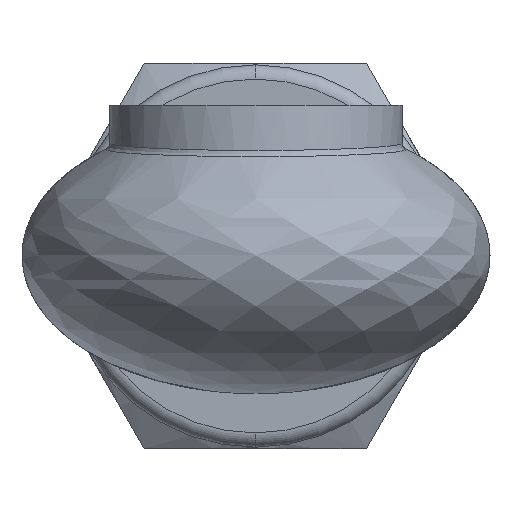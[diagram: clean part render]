
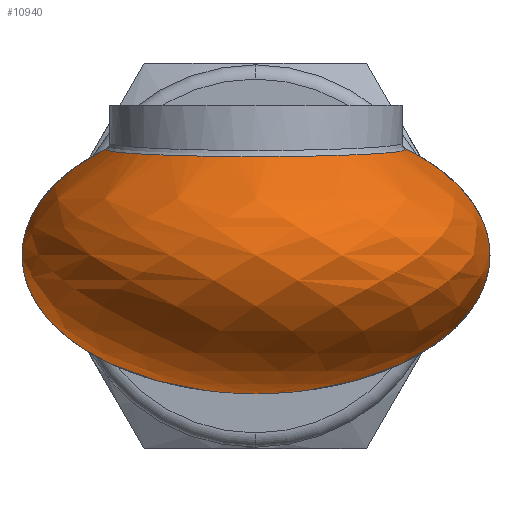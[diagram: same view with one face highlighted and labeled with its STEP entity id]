
A CAD part, left-side view. The second image highlights one B-rep face of the part: STEP entity #10940.
In plain terms, the highlighted free-form (B-spline) face has degree [2, 2] with [5, 5] control points.
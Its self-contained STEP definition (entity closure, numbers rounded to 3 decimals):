
#10637=CARTESIAN_POINT('',(-36.437,12.313,5.306));
#10638=VERTEX_POINT('',#10637);
#10646=CARTESIAN_POINT('',(-36.437,-8.742,5.306));
#10647=VERTEX_POINT('',#10646);
#10648=CARTESIAN_POINT('',(-36.437,12.313,5.306));
#10649=CARTESIAN_POINT('',(-38.489,12.312,5.212));
#10650=CARTESIAN_POINT('',(-40.538,11.697,5.116));
#10651=CARTESIAN_POINT('',(-43.673,9.61,4.967));
#10652=CARTESIAN_POINT('',(-44.846,8.332,4.91));
#10653=CARTESIAN_POINT('',(-46.174,5.909,4.846));
#10654=CARTESIAN_POINT('',(-46.541,4.902,4.828));
#10655=CARTESIAN_POINT('',(-46.887,3.174,4.811));
#10656=CARTESIAN_POINT('',(-46.955,2.483,4.807));
#10657=CARTESIAN_POINT('',(-46.957,0.747,4.807));
#10658=CARTESIAN_POINT('',(-46.798,-0.319,4.815));
#10659=CARTESIAN_POINT('',(-45.985,-2.944,4.855));
#10660=CARTESIAN_POINT('',(-45.083,-4.44,4.899));
#10661=CARTESIAN_POINT('',(-42.39,-7.152,5.028));
#10662=CARTESIAN_POINT('',(-40.388,-8.206,5.123));
#10663=CARTESIAN_POINT('',(-37.655,-8.688,5.25));
#10664=CARTESIAN_POINT('',(-37.043,-8.742,5.278));
#10665=CARTESIAN_POINT('',(-36.437,-8.742,5.306));
#10666=B_SPLINE_CURVE_WITH_KNOTS('',3,(#10648,#10649,#10650,#10651,#10652,#10653,#10654,#10655,#10656,#10657,#10658,#10659,#10660,#10661,#10662,#10663,#10664,#10665),.UNSPECIFIED.,.F.,.U.,(4,2,2,2,2,2,2,2,4),(-3.36,-2.73,-2.215,-1.89,-1.68,-1.358,-0.843,-0.186,0.0),.UNSPECIFIED.);
#10667=EDGE_CURVE('',#10638,#10647,#10666,.T.);
#10745=CARTESIAN_POINT('',(-35.457,-8.742,5.328));
#10746=VERTEX_POINT('',#10745);
#10760=CARTESIAN_POINT('',(-36.437,-8.742,5.306));
#10761=CARTESIAN_POINT('',(-36.396,-8.742,5.308));
#10762=CARTESIAN_POINT('',(-36.355,-8.742,5.31));
#10763=CARTESIAN_POINT('',(-36.249,-8.742,5.314));
#10764=CARTESIAN_POINT('',(-36.184,-8.742,5.316));
#10765=CARTESIAN_POINT('',(-36.014,-8.742,5.321));
#10766=CARTESIAN_POINT('',(-35.91,-8.742,5.324));
#10767=CARTESIAN_POINT('',(-35.689,-8.742,5.327));
#10768=CARTESIAN_POINT('',(-35.573,-8.742,5.328));
#10769=CARTESIAN_POINT('',(-35.457,-8.742,5.328));
#10770=B_SPLINE_CURVE_WITH_KNOTS('',3,(#10760,#10761,#10762,#10763,#10764,#10765,#10766,#10767,#10768,#10769),.UNSPECIFIED.,.F.,.U.,(4,2,2,2,4),(-0.1,-0.088,-0.068,-0.036,0.),.UNSPECIFIED.);
#10771=EDGE_CURVE('',#10647,#10746,#10770,.T.);
#10837=CARTESIAN_POINT('',(-35.457,12.314,5.328));
#10838=VERTEX_POINT('',#10837);
#10850=CARTESIAN_POINT('',(-35.457,12.314,5.328));
#10851=CARTESIAN_POINT('',(-35.573,12.314,5.328));
#10852=CARTESIAN_POINT('',(-35.689,12.314,5.327));
#10853=CARTESIAN_POINT('',(-35.91,12.314,5.324));
#10854=CARTESIAN_POINT('',(-36.014,12.314,5.321));
#10855=CARTESIAN_POINT('',(-36.184,12.314,5.316));
#10856=CARTESIAN_POINT('',(-36.249,12.314,5.314));
#10857=CARTESIAN_POINT('',(-36.355,12.314,5.31));
#10858=CARTESIAN_POINT('',(-36.396,12.313,5.308));
#10859=CARTESIAN_POINT('',(-36.437,12.313,5.306));
#10860=B_SPLINE_CURVE_WITH_KNOTS('',3,(#10850,#10851,#10852,#10853,#10854,#10855,#10856,#10857,#10858,#10859),.UNSPECIFIED.,.F.,.U.,(4,2,2,2,4),(-0.1,-0.065,-0.033,-0.013,0.0),.UNSPECIFIED.);
#10861=EDGE_CURVE('',#10838,#10638,#10860,.T.);
#10868=CARTESIAN_POINT('',(-35.457,12.254,5.358));
#10869=CARTESIAN_POINT('',(-35.457,18.186,2.449));
#10870=CARTESIAN_POINT('',(-35.457,18.186,-2.109));
#10871=CARTESIAN_POINT('',(-35.457,18.186,-11.809));
#10872=CARTESIAN_POINT('',(-35.457,1.786,-11.809));
#10873=CARTESIAN_POINT('',(-45.925,12.254,5.358));
#10874=CARTESIAN_POINT('',(-51.857,18.186,2.449));
#10875=CARTESIAN_POINT('',(-51.857,18.186,-2.109));
#10876=CARTESIAN_POINT('',(-51.857,18.186,-11.809));
#10877=CARTESIAN_POINT('',(-35.457,1.786,-11.809));
#10878=CARTESIAN_POINT('',(-45.925,1.786,5.358));
#10879=CARTESIAN_POINT('',(-51.857,1.786,2.449));
#10880=CARTESIAN_POINT('',(-51.857,1.786,-2.109));
#10881=CARTESIAN_POINT('',(-51.857,1.786,-11.809));
#10882=CARTESIAN_POINT('',(-35.457,1.786,-11.809));
#10883=CARTESIAN_POINT('',(-45.925,-8.682,5.358));
#10884=CARTESIAN_POINT('',(-51.857,-14.614,2.449));
#10885=CARTESIAN_POINT('',(-51.857,-14.614,-2.109));
#10886=CARTESIAN_POINT('',(-51.857,-14.614,-11.809));
#10887=CARTESIAN_POINT('',(-35.457,1.786,-11.809));
#10888=CARTESIAN_POINT('',(-35.457,-8.682,5.358));
#10889=CARTESIAN_POINT('',(-35.457,-14.614,2.449));
#10890=CARTESIAN_POINT('',(-35.457,-14.614,-2.109));
#10891=CARTESIAN_POINT('',(-35.457,-14.614,-11.809));
#10892=CARTESIAN_POINT('',(-35.457,1.786,-11.809));
#10900=(BOUNDED_SURFACE()B_SPLINE_SURFACE(2,2,((#10868,#10873,#10878,#10883,#10888),(#10869,#10874,#10879,#10884,#10889),(#10870,#10875,#10880,#10885,#10890),(#10871,#10876,#10881,#10886,#10891),(#10872,#10877,#10882,#10887,#10892)),.UNSPECIFIED.,.F.,.F.,.U.)B_SPLINE_SURFACE_WITH_KNOTS((3,2,3),(3,2,3),(0.697,1.571,3.142),(0.0,1.571,3.142),.UNSPECIFIED.)GEOMETRIC_REPRESENTATION_ITEM()RATIONAL_B_SPLINE_SURFACE(((0.855,0.605,0.855,0.605,0.855),(0.837,0.592,0.837,0.592,0.837),(1.0,0.707,1.0,0.707,1.0),(0.707,0.5,0.707,0.5,0.707),(1.0,0.707,1.0,0.707,1.0)))REPRESENTATION_ITEM('')SURFACE());
#10901=ORIENTED_EDGE('',*,*,#10771,.F.);
#10902=ORIENTED_EDGE('',*,*,#10667,.F.);
#10903=ORIENTED_EDGE('',*,*,#10861,.F.);
#10904=CARTESIAN_POINT('',(-35.457,12.036,-9.681));
#10905=VERTEX_POINT('',#10904);
#10906=CARTESIAN_POINT('',(-35.457,1.786,-2.109));
#10907=DIRECTION('',(-1.0,0.0,0.0));
#10908=DIRECTION('',(0.0,0.0,1.0));
#10909=AXIS2_PLACEMENT_3D('',#10906,#10907,#10908);
#10910=ELLIPSE('',#10909,9.7,16.4);
#10911=EDGE_CURVE('',#10838,#10905,#10910,.T.);
#10912=ORIENTED_EDGE('',*,*,#10911,.T.);
#10913=CARTESIAN_POINT('',(-35.457,1.786,-11.809));
#10914=VERTEX_POINT('',#10913);
#10915=CARTESIAN_POINT('',(-35.457,1.786,-2.109));
#10916=DIRECTION('',(-1.0,0.0,0.0));
#10917=DIRECTION('',(0.0,0.0,1.0));
#10918=AXIS2_PLACEMENT_3D('',#10915,#10916,#10917);
#10919=ELLIPSE('',#10918,9.7,16.4);
#10920=EDGE_CURVE('',#10905,#10914,#10919,.T.);
#10921=ORIENTED_EDGE('',*,*,#10920,.T.);
#10922=CARTESIAN_POINT('',(-35.457,-8.464,-9.681));
#10923=VERTEX_POINT('',#10922);
#10924=CARTESIAN_POINT('',(-35.457,1.786,-2.109));
#10925=DIRECTION('',(-1.0,0.0,0.0));
#10926=DIRECTION('',(0.0,0.0,1.0));
#10927=AXIS2_PLACEMENT_3D('',#10924,#10925,#10926);
#10928=ELLIPSE('',#10927,9.7,16.4);
#10929=EDGE_CURVE('',#10914,#10923,#10928,.T.);
#10930=ORIENTED_EDGE('',*,*,#10929,.T.);
#10931=CARTESIAN_POINT('',(-35.457,1.786,-2.109));
#10932=DIRECTION('',(-1.0,0.0,0.0));
#10933=DIRECTION('',(0.0,0.0,1.0));
#10934=AXIS2_PLACEMENT_3D('',#10931,#10932,#10933);
#10935=ELLIPSE('',#10934,9.7,16.4);
#10936=EDGE_CURVE('',#10923,#10746,#10935,.T.);
#10937=ORIENTED_EDGE('',*,*,#10936,.T.);
#10938=EDGE_LOOP('',(#10901,#10902,#10903,#10912,#10921,#10930,#10937));
#10939=FACE_OUTER_BOUND('',#10938,.T.);
#10940=ADVANCED_FACE('',(#10939),#10900,.T.);
